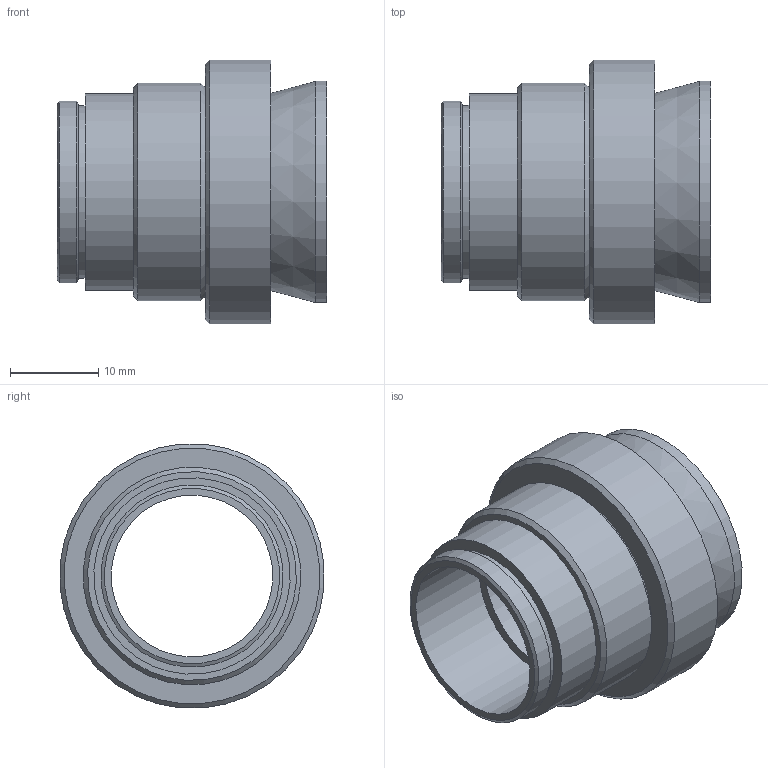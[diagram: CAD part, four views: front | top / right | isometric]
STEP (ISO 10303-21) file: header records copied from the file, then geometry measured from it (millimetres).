
FILE_DESCRIPTION(/* description */ (''),/* implementation_level */ '2;1');
FILE_NAME(/* name */ '40095_0.stp',/* time_stamp */ '2014-07-22T09:11:25-04:00',/* author */ ('Cannarozzo'),/* organization */ ('NAVITAR'),/* preprocessor_version */ 'ST-DEVELOPER v15.2',/* originating_system */ 'Autodesk Inventor 2014',/* authorisation */ '');
FILE_SCHEMA (('AUTOMOTIVE_DESIGN { 1 0 10303 214 3 1 1 }'));
Length unit declared in the file: inch
Products named in the file (1): 40095_Shrinkwrap_1
Bounding box: 30.54 x 29.87 x 29.87 mm (x, y, z)
Volume: 6660.8 mm3; surface area: 5619.1 mm2
Topology: 1 solids, 2 shells, 33 faces, 59 edges, 37 vertices
Faces by surface type: cylinder 12, plane 11, cone 10
Full cylindrical faces by diameter (mm): 18.288 x1, 18.826 x1, 19.609 x1, 20.625 x1, 21.366 x1, 21.387 x2, 22.225 x1, 22.25 x1, 24.638 x1, 25.121 x1, 29.972 x1
Entity records: 733 total; most frequent: DIRECTION 134, CARTESIAN_POINT 100, AXIS2_PLACEMENT_3D 67, EDGE_LOOP 66, ORIENTED_EDGE 66, FACE_BOUND 40, STYLED_ITEM 34, CIRCLE 33
